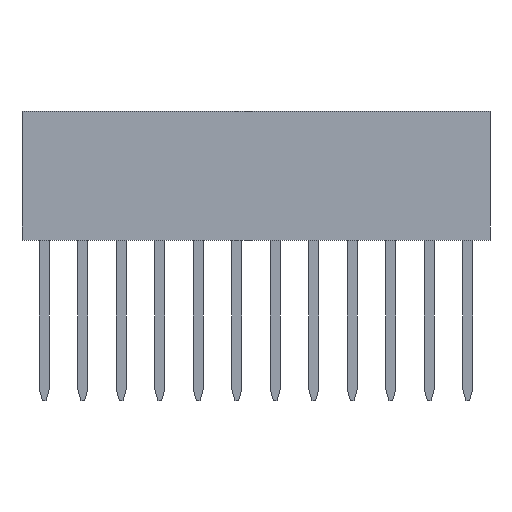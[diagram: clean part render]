
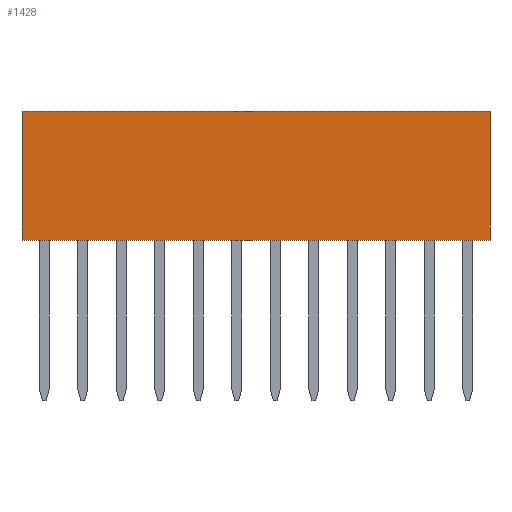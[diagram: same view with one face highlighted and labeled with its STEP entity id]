
A CAD part, front view. The second image highlights one B-rep face of the part: STEP entity #1428.
In plain terms, the highlighted planar face has unit normal (0, -1, 0).
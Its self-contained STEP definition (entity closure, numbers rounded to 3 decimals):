
#413 = DIRECTION ( 'NONE',  ( 0., 1., 0. ) ) ;
#468 = VERTEX_POINT ( 'NONE', #1447 ) ;
#816 = CARTESIAN_POINT ( 'NONE',  ( 0., 0., 0. ) ) ;
#1233 = CARTESIAN_POINT ( 'NONE',  ( 30.88, 0., 8.5 ) ) ;
#1296 = LINE ( 'NONE', #816, #3585 ) ;
#1383 = AXIS2_PLACEMENT_3D ( 'NONE', #5440, #413, #3605 ) ;
#1428 = ADVANCED_FACE ( 'NONE', ( #4034 ), #3154, .F. ) ;
#1447 = CARTESIAN_POINT ( 'NONE',  ( 0., 0., 0. ) ) ;
#1561 = CARTESIAN_POINT ( 'NONE',  ( 30.88, 0., 8.5 ) ) ;
#1651 = CARTESIAN_POINT ( 'NONE',  ( 30.88, 0., 0. ) ) ;
#1706 = VECTOR ( 'NONE', #2011, 1000. ) ;
#1804 = CARTESIAN_POINT ( 'NONE',  ( 0., 0., 8.5 ) ) ;
#1842 = LINE ( 'NONE', #1561, #1706 ) ;
#1911 = VECTOR ( 'NONE', #3070, 1000. ) ;
#2011 = DIRECTION ( 'NONE',  ( 0., 0., -1. ) ) ;
#2224 = EDGE_CURVE ( 'NONE', #468, #5926, #1296, .T. ) ;
#2820 = EDGE_LOOP ( 'NONE', ( #3463, #3469, #3982, #5272 ) ) ;
#3070 = DIRECTION ( 'NONE',  ( 0., 0., -1. ) ) ;
#3154 = PLANE ( 'NONE',  #1383 ) ;
#3366 = EDGE_CURVE ( 'NONE', #4980, #5347, #5720, .T. ) ;
#3463 = ORIENTED_EDGE ( 'NONE', *, *, #2224, .T. ) ;
#3469 = ORIENTED_EDGE ( 'NONE', *, *, #3646, .F. ) ;
#3585 = VECTOR ( 'NONE', #4066, 1000. ) ;
#3605 = DIRECTION ( 'NONE',  ( 0., 0., 1. ) ) ;
#3646 = EDGE_CURVE ( 'NONE', #5347, #5926, #1842, .T. ) ;
#3764 = CARTESIAN_POINT ( 'NONE',  ( 0., 0., 8.5 ) ) ;
#3836 = EDGE_CURVE ( 'NONE', #4980, #468, #5566, .T. ) ;
#3982 = ORIENTED_EDGE ( 'NONE', *, *, #3366, .F. ) ;
#4034 = FACE_OUTER_BOUND ( 'NONE', #2820, .T. ) ;
#4066 = DIRECTION ( 'NONE',  ( 1., 0., 0. ) ) ;
#4106 = DIRECTION ( 'NONE',  ( 1., 0., 0. ) ) ;
#4493 = VECTOR ( 'NONE', #4106, 1000. ) ;
#4980 = VERTEX_POINT ( 'NONE', #3764 ) ;
#5272 = ORIENTED_EDGE ( 'NONE', *, *, #3836, .T. ) ;
#5347 = VERTEX_POINT ( 'NONE', #1233 ) ;
#5349 = CARTESIAN_POINT ( 'NONE',  ( 0., 0., 8.5 ) ) ;
#5440 = CARTESIAN_POINT ( 'NONE',  ( 0., 0., 8.5 ) ) ;
#5566 = LINE ( 'NONE', #5349, #1911 ) ;
#5720 = LINE ( 'NONE', #1804, #4493 ) ;
#5926 = VERTEX_POINT ( 'NONE', #1651 ) ;
